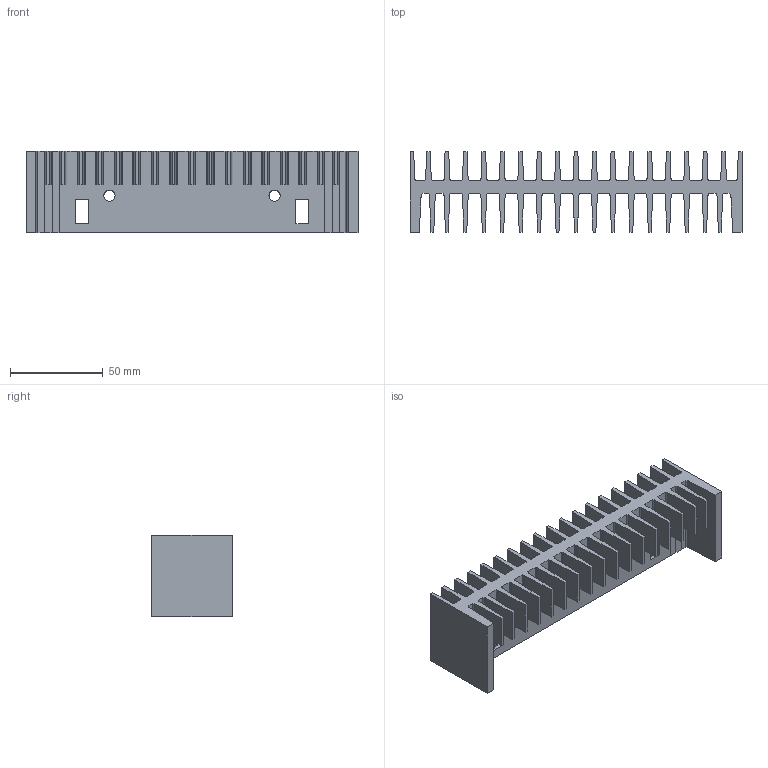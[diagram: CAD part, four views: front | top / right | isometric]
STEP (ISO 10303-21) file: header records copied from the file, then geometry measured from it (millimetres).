
FILE_DESCRIPTION(/* description */ (''),/* implementation_level */ '2;1');
FILE_NAME(/* name */ 'heatsink_autocad.stp',/* time_stamp */ '2021-09-18T23:14:31+03:00',/* author */ ('besso'),/* organization */ (''),/* preprocessor_version */ 'ST-DEVELOPER v18',/* originating_system */ 'AutoCAD Mechanical',/* authorisation */ '');
FILE_SCHEMA (('AUTOMOTIVE_DESIGN { 1 0 10303 214 3 1 1 }'));
Length unit declared in the file: millimetre
Products named in the file (1): Product
Bounding box: 179 x 43.5 x 44 mm (x, y, z)
Volume: 109927.3 mm3; surface area: 62164.3 mm2
Topology: 1 solids, 1 shells, 312 faces, 936 edges, 622 vertices
Faces by surface type: plane 236, cylinder 76
Full cylindrical faces by diameter (mm): 3 x2, 6 x2
Entity records: 10514 total; most frequent: CARTESIAN_POINT 1891, ORIENTED_EDGE 1872, DIRECTION 1714, EDGE_CURVE 936, LINE 776, VECTOR 776, VERTEX_POINT 622, AXIS2_PLACEMENT_3D 469
